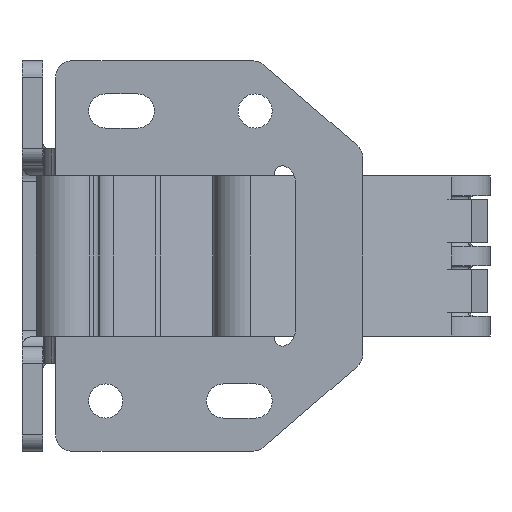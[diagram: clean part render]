
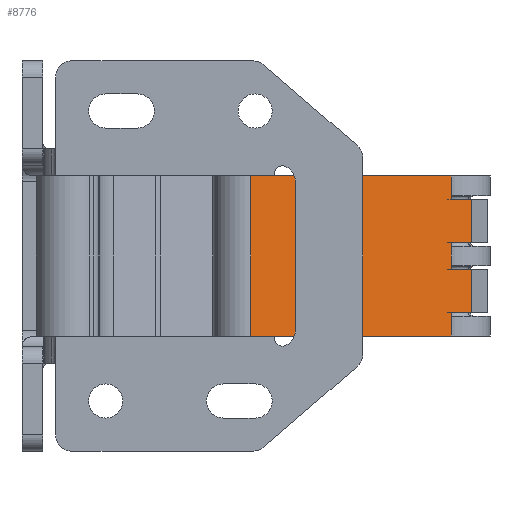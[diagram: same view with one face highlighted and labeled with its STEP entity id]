
A CAD part, front view. The second image highlights one B-rep face of the part: STEP entity #8776.
In plain terms, the highlighted face is planar.
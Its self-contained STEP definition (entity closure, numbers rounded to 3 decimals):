
#74 = EDGE_LOOP ( 'NONE', ( #9928, #1025, #2621, #11203, #8853, #1854, #12206, #10938, #7502, #2860, #6178, #4574 ) ) ;
#181 = VECTOR ( 'NONE', #10231, 1000. ) ;
#229 = CARTESIAN_POINT ( 'NONE',  ( 6.343, 39.184, 2.84 ) ) ;
#265 = VECTOR ( 'NONE', #6657, 1000. ) ;
#360 = VERTEX_POINT ( 'NONE', #5205 ) ;
#538 = VECTOR ( 'NONE', #11164, 1000. ) ;
#552 = VECTOR ( 'NONE', #8574, 1000. ) ;
#557 = VERTEX_POINT ( 'NONE', #11365 ) ;
#763 = VECTOR ( 'NONE', #11434, 1000. ) ;
#787 = VECTOR ( 'NONE', #2241, 1000. ) ;
#956 = LINE ( 'NONE', #9675, #552 ) ;
#1025 = ORIENTED_EDGE ( 'NONE', *, *, #11619, .T. ) ;
#1378 = LINE ( 'NONE', #3526, #6522 ) ;
#1395 = CARTESIAN_POINT ( 'NONE',  ( -19.747, 29.758, 19.68 ) ) ;
#1523 = EDGE_CURVE ( 'NONE', #9916, #9608, #956, .T. ) ;
#1599 = EDGE_CURVE ( 'NONE', #4212, #557, #7049, .T. ) ;
#1811 = EDGE_CURVE ( 'NONE', #557, #2661, #9091, .T. ) ;
#1854 = ORIENTED_EDGE ( 'NONE', *, *, #6634, .T. ) ;
#1857 = LINE ( 'NONE', #6403, #265 ) ;
#1865 = DIRECTION ( 'NONE',  ( 0., 0., 1. ) ) ;
#1985 = CARTESIAN_POINT ( 'NONE',  ( 8.804, 40.073, 19.68 ) ) ;
#2219 = VECTOR ( 'NONE', #4385, 1000. ) ;
#2241 = DIRECTION ( 'NONE',  ( 0., 0., 1. ) ) ;
#2274 = LINE ( 'NONE', #5325, #2219 ) ;
#2335 = VECTOR ( 'NONE', #1865, 1000. ) ;
#2621 = ORIENTED_EDGE ( 'NONE', *, *, #1523, .F. ) ;
#2661 = VERTEX_POINT ( 'NONE', #1395 ) ;
#2860 = ORIENTED_EDGE ( 'NONE', *, *, #9987, .F. ) ;
#2903 = CARTESIAN_POINT ( 'NONE',  ( 3.975, 38.328, 2.84 ) ) ;
#3003 = CARTESIAN_POINT ( 'NONE',  ( 3.975, 38.328, 0. ) ) ;
#3238 = DIRECTION ( 'NONE',  ( -0.94, -0.34, 0. ) ) ;
#3320 = EDGE_CURVE ( 'NONE', #9924, #6377, #9598, .T. ) ;
#3339 = EDGE_CURVE ( 'NONE', #360, #6039, #7607, .T. ) ;
#3418 = CARTESIAN_POINT ( 'NONE',  ( 8.804, 40.073, 0. ) ) ;
#3438 = CARTESIAN_POINT ( 'NONE',  ( -19.747, 29.758, 0. ) ) ;
#3526 = CARTESIAN_POINT ( 'NONE',  ( -19.747, 29.758, 19.68 ) ) ;
#3628 = CARTESIAN_POINT ( 'NONE',  ( 3.975, 38.328, 11.46 ) ) ;
#3703 = CARTESIAN_POINT ( 'NONE',  ( 6.343, 39.184, 11.46 ) ) ;
#3893 = DIRECTION ( 'NONE',  ( 0.94, 0.34, 0. ) ) ;
#3962 = FACE_OUTER_BOUND ( 'NONE', #74, .T. ) ;
#4174 = EDGE_CURVE ( 'NONE', #2661, #10041, #1378, .T. ) ;
#4197 = LINE ( 'NONE', #11915, #6012 ) ;
#4212 = VERTEX_POINT ( 'NONE', #9231 ) ;
#4322 = DIRECTION ( 'NONE',  ( 0., 0., 1. ) ) ;
#4385 = DIRECTION ( 'NONE',  ( -0.94, -0.34, 0. ) ) ;
#4574 = ORIENTED_EDGE ( 'NONE', *, *, #6316, .F. ) ;
#4598 = CARTESIAN_POINT ( 'NONE',  ( 3.975, 38.328, 8.22 ) ) ;
#4913 = LINE ( 'NONE', #7855, #10196 ) ;
#5125 = VECTOR ( 'NONE', #3238, 1000. ) ;
#5169 = DIRECTION ( 'NONE',  ( 0., 0., -1. ) ) ;
#5205 = CARTESIAN_POINT ( 'NONE',  ( 3.975, 38.328, 8.22 ) ) ;
#5325 = CARTESIAN_POINT ( 'NONE',  ( -11.79, 32.632, 16.84 ) ) ;
#5923 = VERTEX_POINT ( 'NONE', #3703 ) ;
#5964 = CARTESIAN_POINT ( 'NONE',  ( 3.975, 38.328, 11.46 ) ) ;
#6012 = VECTOR ( 'NONE', #4322, 1000. ) ;
#6039 = VERTEX_POINT ( 'NONE', #5964 ) ;
#6178 = ORIENTED_EDGE ( 'NONE', *, *, #10004, .F. ) ;
#6316 = EDGE_CURVE ( 'NONE', #6039, #5923, #10272, .T. ) ;
#6377 = VERTEX_POINT ( 'NONE', #3003 ) ;
#6403 = CARTESIAN_POINT ( 'NONE',  ( 3.975, 38.328, 8.22 ) ) ;
#6522 = VECTOR ( 'NONE', #5169, 1000. ) ;
#6634 = EDGE_CURVE ( 'NONE', #6377, #10041, #9006, .T. ) ;
#6657 = DIRECTION ( 'NONE',  ( 0.94, 0.34, 0. ) ) ;
#6658 = CARTESIAN_POINT ( 'NONE',  ( 3.975, 38.328, 2.84 ) ) ;
#6742 = DIRECTION ( 'NONE',  ( -0.94, -0.34, 0. ) ) ;
#7049 = LINE ( 'NONE', #8861, #787 ) ;
#7156 = AXIS2_PLACEMENT_3D ( 'NONE', #1985, #9777, #3893 ) ;
#7502 = ORIENTED_EDGE ( 'NONE', *, *, #1599, .F. ) ;
#7607 = LINE ( 'NONE', #4598, #2335 ) ;
#7855 = CARTESIAN_POINT ( 'NONE',  ( 5.371, 38.833, 2.84 ) ) ;
#8101 = CARTESIAN_POINT ( 'NONE',  ( 6.343, 39.184, 8.22 ) ) ;
#8574 = DIRECTION ( 'NONE',  ( 0., 0., 1. ) ) ;
#8670 = CARTESIAN_POINT ( 'NONE',  ( 6.343, 39.184, 16.84 ) ) ;
#8776 = ADVANCED_FACE ( 'NONE', ( #3962 ), #10720, .F. ) ;
#8853 = ORIENTED_EDGE ( 'NONE', *, *, #3320, .T. ) ;
#8861 = CARTESIAN_POINT ( 'NONE',  ( 3.975, 38.328, 16.84 ) ) ;
#9006 = LINE ( 'NONE', #3418, #5125 ) ;
#9091 = LINE ( 'NONE', #9161, #181 ) ;
#9161 = CARTESIAN_POINT ( 'NONE',  ( 8.804, 40.073, 19.68 ) ) ;
#9231 = CARTESIAN_POINT ( 'NONE',  ( 3.975, 38.328, 16.84 ) ) ;
#9490 = EDGE_CURVE ( 'NONE', #9916, #9924, #4913, .T. ) ;
#9556 = VERTEX_POINT ( 'NONE', #8670 ) ;
#9598 = LINE ( 'NONE', #6658, #763 ) ;
#9608 = VERTEX_POINT ( 'NONE', #8101 ) ;
#9675 = CARTESIAN_POINT ( 'NONE',  ( 6.343, 39.184, 0. ) ) ;
#9777 = DIRECTION ( 'NONE',  ( 0.34, -0.94, 0. ) ) ;
#9916 = VERTEX_POINT ( 'NONE', #229 ) ;
#9924 = VERTEX_POINT ( 'NONE', #2903 ) ;
#9928 = ORIENTED_EDGE ( 'NONE', *, *, #3339, .F. ) ;
#9987 = EDGE_CURVE ( 'NONE', #9556, #4212, #2274, .T. ) ;
#10004 = EDGE_CURVE ( 'NONE', #5923, #9556, #4197, .T. ) ;
#10041 = VERTEX_POINT ( 'NONE', #3438 ) ;
#10196 = VECTOR ( 'NONE', #6742, 1000. ) ;
#10231 = DIRECTION ( 'NONE',  ( -0.94, -0.34, 0. ) ) ;
#10272 = LINE ( 'NONE', #3628, #538 ) ;
#10720 = PLANE ( 'NONE',  #7156 ) ;
#10938 = ORIENTED_EDGE ( 'NONE', *, *, #1811, .F. ) ;
#11164 = DIRECTION ( 'NONE',  ( 0.94, 0.34, 0. ) ) ;
#11203 = ORIENTED_EDGE ( 'NONE', *, *, #9490, .T. ) ;
#11365 = CARTESIAN_POINT ( 'NONE',  ( 3.975, 38.328, 19.68 ) ) ;
#11434 = DIRECTION ( 'NONE',  ( 0., 0., -1. ) ) ;
#11619 = EDGE_CURVE ( 'NONE', #360, #9608, #1857, .T. ) ;
#11915 = CARTESIAN_POINT ( 'NONE',  ( 6.343, 39.184, 0. ) ) ;
#12206 = ORIENTED_EDGE ( 'NONE', *, *, #4174, .F. ) ;
